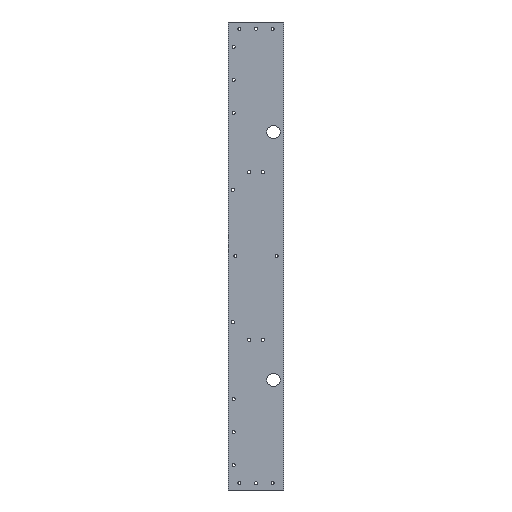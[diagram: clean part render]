
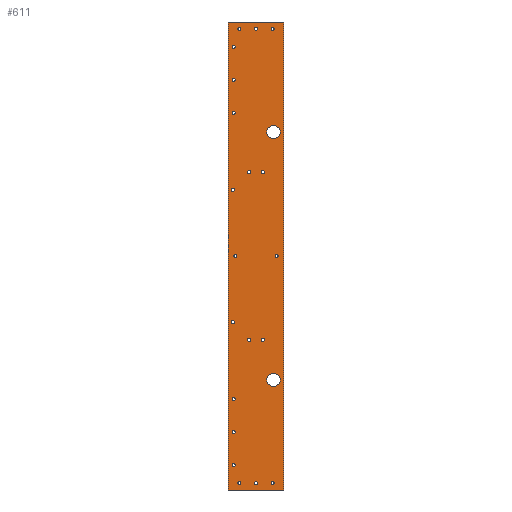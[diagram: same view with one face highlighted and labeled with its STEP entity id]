
A CAD part, left-side view. The second image highlights one B-rep face of the part: STEP entity #611.
In plain terms, the highlighted planar face has unit normal (-1, 0, 0).
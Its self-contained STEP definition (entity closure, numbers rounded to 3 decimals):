
#15=FACE_BOUND('',#120,.T.);
#16=FACE_BOUND('',#121,.T.);
#17=FACE_BOUND('',#122,.T.);
#18=FACE_BOUND('',#123,.T.);
#19=FACE_BOUND('',#124,.T.);
#20=FACE_BOUND('',#125,.T.);
#21=FACE_BOUND('',#126,.T.);
#22=FACE_BOUND('',#127,.T.);
#23=FACE_BOUND('',#128,.T.);
#24=FACE_BOUND('',#129,.T.);
#25=FACE_BOUND('',#130,.T.);
#26=FACE_BOUND('',#131,.T.);
#27=FACE_BOUND('',#132,.T.);
#28=FACE_BOUND('',#133,.T.);
#29=FACE_BOUND('',#134,.T.);
#30=FACE_BOUND('',#135,.T.);
#31=FACE_BOUND('',#136,.T.);
#32=FACE_BOUND('',#137,.T.);
#33=FACE_BOUND('',#138,.T.);
#34=FACE_BOUND('',#139,.T.);
#35=FACE_BOUND('',#140,.T.);
#36=FACE_BOUND('',#141,.T.);
#63=PLANE('',#703);
#91=FACE_OUTER_BOUND('',#119,.T.);
#119=EDGE_LOOP('',(#511,#512,#513,#514));
#120=EDGE_LOOP('',(#515));
#121=EDGE_LOOP('',(#516));
#122=EDGE_LOOP('',(#517));
#123=EDGE_LOOP('',(#518));
#124=EDGE_LOOP('',(#519));
#125=EDGE_LOOP('',(#520));
#126=EDGE_LOOP('',(#521));
#127=EDGE_LOOP('',(#522));
#128=EDGE_LOOP('',(#523));
#129=EDGE_LOOP('',(#524));
#130=EDGE_LOOP('',(#525));
#131=EDGE_LOOP('',(#526));
#132=EDGE_LOOP('',(#527));
#133=EDGE_LOOP('',(#528));
#134=EDGE_LOOP('',(#529));
#135=EDGE_LOOP('',(#530));
#136=EDGE_LOOP('',(#531));
#137=EDGE_LOOP('',(#532));
#138=EDGE_LOOP('',(#533));
#139=EDGE_LOOP('',(#534));
#140=EDGE_LOOP('',(#535));
#141=EDGE_LOOP('',(#536));
#187=LINE('',#1021,#221);
#191=LINE('',#1029,#225);
#194=LINE('',#1035,#228);
#197=LINE('',#1040,#231);
#221=VECTOR('',#863,10.);
#225=VECTOR('',#869,10.);
#228=VECTOR('',#874,10.);
#231=VECTOR('',#879,10.);
#234=CIRCLE('',#635,2.75);
#236=CIRCLE('',#638,2.75);
#238=CIRCLE('',#641,2.75);
#240=CIRCLE('',#644,2.75);
#242=CIRCLE('',#647,2.75);
#244=CIRCLE('',#650,2.75);
#246=CIRCLE('',#653,2.75);
#248=CIRCLE('',#656,2.75);
#250=CIRCLE('',#659,2.75);
#252=CIRCLE('',#662,2.75);
#254=CIRCLE('',#665,2.75);
#256=CIRCLE('',#668,2.75);
#258=CIRCLE('',#671,2.75);
#260=CIRCLE('',#674,2.75);
#262=CIRCLE('',#677,2.75);
#264=CIRCLE('',#680,2.75);
#266=CIRCLE('',#683,2.75);
#268=CIRCLE('',#686,2.75);
#270=CIRCLE('',#689,2.75);
#272=CIRCLE('',#692,2.75);
#274=CIRCLE('',#695,12.1);
#276=CIRCLE('',#698,12.1);
#278=VERTEX_POINT('',#889);
#280=VERTEX_POINT('',#895);
#282=VERTEX_POINT('',#901);
#284=VERTEX_POINT('',#907);
#286=VERTEX_POINT('',#913);
#288=VERTEX_POINT('',#919);
#290=VERTEX_POINT('',#925);
#292=VERTEX_POINT('',#931);
#294=VERTEX_POINT('',#937);
#296=VERTEX_POINT('',#943);
#298=VERTEX_POINT('',#949);
#300=VERTEX_POINT('',#955);
#302=VERTEX_POINT('',#961);
#304=VERTEX_POINT('',#967);
#306=VERTEX_POINT('',#973);
#308=VERTEX_POINT('',#979);
#310=VERTEX_POINT('',#985);
#312=VERTEX_POINT('',#991);
#314=VERTEX_POINT('',#997);
#316=VERTEX_POINT('',#1003);
#318=VERTEX_POINT('',#1009);
#320=VERTEX_POINT('',#1015);
#321=VERTEX_POINT('',#1019);
#322=VERTEX_POINT('',#1020);
#325=VERTEX_POINT('',#1028);
#327=VERTEX_POINT('',#1034);
#331=EDGE_CURVE('',#278,#278,#234,.T.);
#334=EDGE_CURVE('',#280,#280,#236,.T.);
#337=EDGE_CURVE('',#282,#282,#238,.T.);
#340=EDGE_CURVE('',#284,#284,#240,.T.);
#343=EDGE_CURVE('',#286,#286,#242,.T.);
#346=EDGE_CURVE('',#288,#288,#244,.T.);
#349=EDGE_CURVE('',#290,#290,#246,.T.);
#352=EDGE_CURVE('',#292,#292,#248,.T.);
#355=EDGE_CURVE('',#294,#294,#250,.T.);
#358=EDGE_CURVE('',#296,#296,#252,.T.);
#361=EDGE_CURVE('',#298,#298,#254,.T.);
#364=EDGE_CURVE('',#300,#300,#256,.T.);
#367=EDGE_CURVE('',#302,#302,#258,.T.);
#370=EDGE_CURVE('',#304,#304,#260,.T.);
#373=EDGE_CURVE('',#306,#306,#262,.T.);
#376=EDGE_CURVE('',#308,#308,#264,.T.);
#379=EDGE_CURVE('',#310,#310,#266,.T.);
#382=EDGE_CURVE('',#312,#312,#268,.T.);
#385=EDGE_CURVE('',#314,#314,#270,.T.);
#388=EDGE_CURVE('',#316,#316,#272,.T.);
#391=EDGE_CURVE('',#318,#318,#274,.T.);
#394=EDGE_CURVE('',#320,#320,#276,.T.);
#395=EDGE_CURVE('',#321,#322,#187,.T.);
#399=EDGE_CURVE('',#322,#325,#191,.T.);
#402=EDGE_CURVE('',#325,#327,#194,.T.);
#405=EDGE_CURVE('',#327,#321,#197,.T.);
#511=ORIENTED_EDGE('',*,*,#405,.T.);
#512=ORIENTED_EDGE('',*,*,#395,.T.);
#513=ORIENTED_EDGE('',*,*,#399,.T.);
#514=ORIENTED_EDGE('',*,*,#402,.T.);
#515=ORIENTED_EDGE('',*,*,#331,.T.);
#516=ORIENTED_EDGE('',*,*,#334,.T.);
#517=ORIENTED_EDGE('',*,*,#337,.T.);
#518=ORIENTED_EDGE('',*,*,#340,.T.);
#519=ORIENTED_EDGE('',*,*,#343,.T.);
#520=ORIENTED_EDGE('',*,*,#346,.T.);
#521=ORIENTED_EDGE('',*,*,#349,.T.);
#522=ORIENTED_EDGE('',*,*,#352,.T.);
#523=ORIENTED_EDGE('',*,*,#355,.T.);
#524=ORIENTED_EDGE('',*,*,#358,.T.);
#525=ORIENTED_EDGE('',*,*,#361,.T.);
#526=ORIENTED_EDGE('',*,*,#364,.T.);
#527=ORIENTED_EDGE('',*,*,#367,.T.);
#528=ORIENTED_EDGE('',*,*,#370,.T.);
#529=ORIENTED_EDGE('',*,*,#373,.T.);
#530=ORIENTED_EDGE('',*,*,#376,.T.);
#531=ORIENTED_EDGE('',*,*,#379,.T.);
#532=ORIENTED_EDGE('',*,*,#382,.T.);
#533=ORIENTED_EDGE('',*,*,#385,.T.);
#534=ORIENTED_EDGE('',*,*,#388,.T.);
#535=ORIENTED_EDGE('',*,*,#391,.T.);
#536=ORIENTED_EDGE('',*,*,#394,.T.);
#611=ADVANCED_FACE('',(#91,#15,#16,#17,#18,#19,#20,#21,#22,#23,#24,#25,
#26,#27,#28,#29,#30,#31,#32,#33,#34,#35,#36),#63,.F.);
#635=AXIS2_PLACEMENT_3D('',#891,#712,#713);
#638=AXIS2_PLACEMENT_3D('',#897,#719,#720);
#641=AXIS2_PLACEMENT_3D('',#903,#726,#727);
#644=AXIS2_PLACEMENT_3D('',#909,#733,#734);
#647=AXIS2_PLACEMENT_3D('',#915,#740,#741);
#650=AXIS2_PLACEMENT_3D('',#921,#747,#748);
#653=AXIS2_PLACEMENT_3D('',#927,#754,#755);
#656=AXIS2_PLACEMENT_3D('',#933,#761,#762);
#659=AXIS2_PLACEMENT_3D('',#939,#768,#769);
#662=AXIS2_PLACEMENT_3D('',#945,#775,#776);
#665=AXIS2_PLACEMENT_3D('',#951,#782,#783);
#668=AXIS2_PLACEMENT_3D('',#957,#789,#790);
#671=AXIS2_PLACEMENT_3D('',#963,#796,#797);
#674=AXIS2_PLACEMENT_3D('',#969,#803,#804);
#677=AXIS2_PLACEMENT_3D('',#975,#810,#811);
#680=AXIS2_PLACEMENT_3D('',#981,#817,#818);
#683=AXIS2_PLACEMENT_3D('',#987,#824,#825);
#686=AXIS2_PLACEMENT_3D('',#993,#831,#832);
#689=AXIS2_PLACEMENT_3D('',#999,#838,#839);
#692=AXIS2_PLACEMENT_3D('',#1005,#845,#846);
#695=AXIS2_PLACEMENT_3D('',#1011,#852,#853);
#698=AXIS2_PLACEMENT_3D('',#1017,#859,#860);
#703=AXIS2_PLACEMENT_3D('',#1042,#881,#882);
#712=DIRECTION('center_axis',(1.,0.,0.));
#713=DIRECTION('ref_axis',(0.,0.,1.));
#719=DIRECTION('center_axis',(1.,0.,0.));
#720=DIRECTION('ref_axis',(0.,0.,1.));
#726=DIRECTION('center_axis',(1.,0.,0.));
#727=DIRECTION('ref_axis',(0.,0.,1.));
#733=DIRECTION('center_axis',(1.,0.,0.));
#734=DIRECTION('ref_axis',(0.,0.,1.));
#740=DIRECTION('center_axis',(1.,0.,0.));
#741=DIRECTION('ref_axis',(0.,0.,1.));
#747=DIRECTION('center_axis',(1.,0.,0.));
#748=DIRECTION('ref_axis',(0.,0.,1.));
#754=DIRECTION('center_axis',(1.,0.,0.));
#755=DIRECTION('ref_axis',(0.,0.,1.));
#761=DIRECTION('center_axis',(1.,0.,0.));
#762=DIRECTION('ref_axis',(0.,0.,1.));
#768=DIRECTION('center_axis',(1.,0.,0.));
#769=DIRECTION('ref_axis',(0.,0.,1.));
#775=DIRECTION('center_axis',(1.,0.,0.));
#776=DIRECTION('ref_axis',(0.,0.,1.));
#782=DIRECTION('center_axis',(1.,0.,0.));
#783=DIRECTION('ref_axis',(0.,0.,1.));
#789=DIRECTION('center_axis',(1.,0.,0.));
#790=DIRECTION('ref_axis',(0.,0.,1.));
#796=DIRECTION('center_axis',(1.,0.,0.));
#797=DIRECTION('ref_axis',(0.,0.,1.));
#803=DIRECTION('center_axis',(1.,0.,0.));
#804=DIRECTION('ref_axis',(0.,0.,1.));
#810=DIRECTION('center_axis',(1.,0.,0.));
#811=DIRECTION('ref_axis',(0.,0.,1.));
#817=DIRECTION('center_axis',(1.,0.,0.));
#818=DIRECTION('ref_axis',(0.,0.,1.));
#824=DIRECTION('center_axis',(1.,0.,0.));
#825=DIRECTION('ref_axis',(0.,0.,1.));
#831=DIRECTION('center_axis',(1.,0.,0.));
#832=DIRECTION('ref_axis',(0.,0.,1.));
#838=DIRECTION('center_axis',(1.,0.,0.));
#839=DIRECTION('ref_axis',(0.,0.,1.));
#845=DIRECTION('center_axis',(1.,0.,0.));
#846=DIRECTION('ref_axis',(0.,0.,1.));
#852=DIRECTION('center_axis',(1.,0.,0.));
#853=DIRECTION('ref_axis',(0.,0.,1.));
#859=DIRECTION('center_axis',(1.,0.,0.));
#860=DIRECTION('ref_axis',(0.,0.,1.));
#863=DIRECTION('',(0.,0.,-1.));
#869=DIRECTION('',(0.,-1.,0.));
#874=DIRECTION('',(0.,0.,1.));
#879=DIRECTION('',(0.,1.,0.));
#881=DIRECTION('center_axis',(1.,0.,0.));
#882=DIRECTION('ref_axis',(0.,0.,-1.));
#889=CARTESIAN_POINT('',(0.,40.5,317.25));
#891=CARTESIAN_POINT('Origin',(0.,40.5,320.));
#895=CARTESIAN_POINT('',(0.,-30.,409.75));
#897=CARTESIAN_POINT('Origin',(0.,-30.,412.5));
#901=CARTESIAN_POINT('',(0.,30.,409.75));
#903=CARTESIAN_POINT('Origin',(0.,30.,412.5));
#907=CARTESIAN_POINT('',(0.,42.,117.25));
#909=CARTESIAN_POINT('Origin',(0.,42.,120.));
#913=CARTESIAN_POINT('',(0.,0.,409.75));
#915=CARTESIAN_POINT('Origin',(0.,0.,412.5));
#919=CARTESIAN_POINT('',(0.,30.,-415.25));
#921=CARTESIAN_POINT('Origin',(0.,30.,-412.5));
#925=CARTESIAN_POINT('',(0.,40.5,377.25));
#927=CARTESIAN_POINT('Origin',(0.,40.5,380.));
#931=CARTESIAN_POINT('',(0.,40.5,257.25));
#933=CARTESIAN_POINT('Origin',(0.,40.5,260.));
#937=CARTESIAN_POINT('',(0.,-12.5,149.75));
#939=CARTESIAN_POINT('Origin',(0.,-12.5,152.5));
#943=CARTESIAN_POINT('',(0.,12.5,-155.25));
#945=CARTESIAN_POINT('Origin',(0.,12.5,-152.5));
#949=CARTESIAN_POINT('',(0.,40.5,-322.75));
#951=CARTESIAN_POINT('Origin',(0.,40.5,-320.));
#955=CARTESIAN_POINT('',(0.,-30.,-415.25));
#957=CARTESIAN_POINT('Origin',(0.,-30.,-412.5));
#961=CARTESIAN_POINT('',(0.,40.5,-382.75));
#963=CARTESIAN_POINT('Origin',(0.,40.5,-380.));
#967=CARTESIAN_POINT('',(0.,42.,-122.75));
#969=CARTESIAN_POINT('Origin',(0.,42.,-120.));
#973=CARTESIAN_POINT('',(0.,-37.5,-2.75));
#975=CARTESIAN_POINT('Origin',(0.,-37.5,0.));
#979=CARTESIAN_POINT('',(0.,37.5,-2.75));
#981=CARTESIAN_POINT('Origin',(0.,37.5,0.));
#985=CARTESIAN_POINT('',(0.,0.,-415.25));
#987=CARTESIAN_POINT('Origin',(0.,0.,-412.5));
#991=CARTESIAN_POINT('',(0.,40.5,-262.75));
#993=CARTESIAN_POINT('Origin',(0.,40.5,-260.));
#997=CARTESIAN_POINT('',(0.,12.5,149.75));
#999=CARTESIAN_POINT('Origin',(0.,12.5,152.5));
#1003=CARTESIAN_POINT('',(0.,-12.5,-155.25));
#1005=CARTESIAN_POINT('Origin',(0.,-12.5,-152.5));
#1009=CARTESIAN_POINT('',(0.,-31.7,-237.1));
#1011=CARTESIAN_POINT('Origin',(0.,-31.7,-225.));
#1015=CARTESIAN_POINT('',(0.,-31.7,212.9));
#1017=CARTESIAN_POINT('Origin',(0.,-31.7,225.));
#1019=CARTESIAN_POINT('',(0.,50.,425.));
#1020=CARTESIAN_POINT('',(0.,50.,-425.));
#1021=CARTESIAN_POINT('',(0.,50.,425.));
#1028=CARTESIAN_POINT('',(0.,-50.,-425.));
#1029=CARTESIAN_POINT('',(0.,50.,-425.));
#1034=CARTESIAN_POINT('',(0.,-50.,425.));
#1035=CARTESIAN_POINT('',(0.,-50.,-425.));
#1040=CARTESIAN_POINT('',(0.,-50.,425.));
#1042=CARTESIAN_POINT('Origin',(0.,0.,0.));
